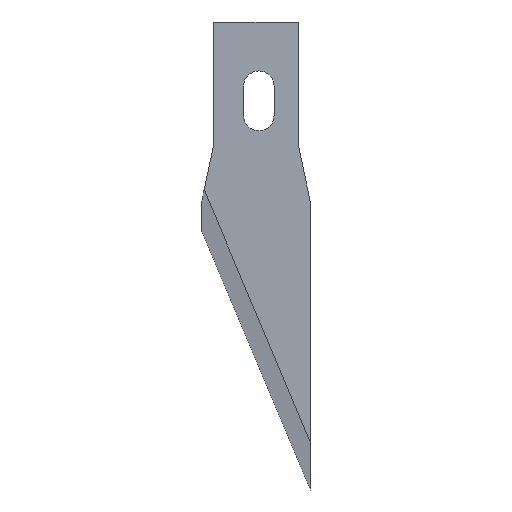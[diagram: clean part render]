
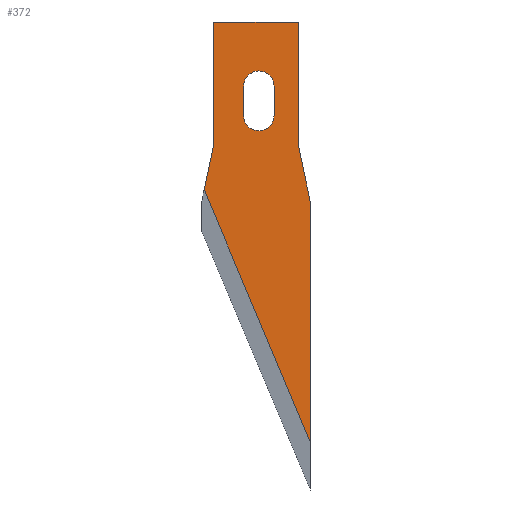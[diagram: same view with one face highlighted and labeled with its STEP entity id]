
A CAD part, front view. The second image highlights one B-rep face of the part: STEP entity #372.
In plain terms, the highlighted planar face has unit normal (0, -1, 0).
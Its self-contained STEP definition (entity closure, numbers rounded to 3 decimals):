
#129=DIRECTION('',(0.387,0.,-0.922));
#130=VECTOR('',#129,22.391);
#131=CARTESIAN_POINT('',(0.215,0.,-13.706));
#132=LINE('',#131,#130);
#133=DIRECTION('',(-0.207,0.,-0.978));
#134=VECTOR('',#133,3.789);
#135=CARTESIAN_POINT('',(1.,0.,-10.));
#136=LINE('',#135,#134);
#137=DIRECTION('',(0.,0.,-1.));
#138=VECTOR('',#137,10.);
#139=CARTESIAN_POINT('',(1.,0.,0.));
#140=LINE('',#139,#138);
#141=DIRECTION('',(1.,0.,0.));
#142=VECTOR('',#141,6.89);
#143=CARTESIAN_POINT('',(1.,0.,0.));
#144=LINE('',#143,#142);
#145=DIRECTION('',(0.,0.,-1.));
#146=VECTOR('',#145,10.);
#147=CARTESIAN_POINT('',(7.89,0.,0.));
#148=LINE('',#147,#146);
#149=DIRECTION('',(-0.207,0.,0.978));
#150=VECTOR('',#149,4.825);
#151=CARTESIAN_POINT('',(8.89,0.,-14.72));
#152=LINE('',#151,#150);
#153=DIRECTION('',(0.,0.,-1.));
#154=VECTOR('',#153,19.628);
#155=CARTESIAN_POINT('',(8.89,0.,-14.72));
#156=LINE('',#155,#154);
#157=CARTESIAN_POINT('',(4.672,0.,-7.64));
#158=DIRECTION('',(0.,1.,0.));
#159=DIRECTION('',(1.,0.,0.));
#160=AXIS2_PLACEMENT_3D('',#157,#158,#159);
#162=DIRECTION('',(0.,0.,-1.));
#163=VECTOR('',#162,2.39);
#164=CARTESIAN_POINT('',(5.922,0.,-5.25));
#165=LINE('',#164,#163);
#166=CARTESIAN_POINT('',(4.672,0.,-5.25));
#167=DIRECTION('',(0.,1.,0.));
#168=DIRECTION('',(-1.,0.,0.));
#169=AXIS2_PLACEMENT_3D('',#166,#167,#168);
#171=DIRECTION('',(0.,0.,1.));
#172=VECTOR('',#171,2.39);
#173=CARTESIAN_POINT('',(3.422,0.,-7.64));
#174=LINE('',#173,#172);
#289=CARTESIAN_POINT('',(7.89,0.,0.));
#290=CARTESIAN_POINT('',(7.89,0.,-10.));
#291=VERTEX_POINT('',#289);
#292=VERTEX_POINT('',#290);
#297=CARTESIAN_POINT('',(8.89,0.,-14.72));
#298=VERTEX_POINT('',#297);
#301=CARTESIAN_POINT('',(1.,0.,0.));
#302=CARTESIAN_POINT('',(1.,0.,-10.));
#303=VERTEX_POINT('',#301);
#304=VERTEX_POINT('',#302);
#309=CARTESIAN_POINT('',(0.215,0.,-13.706));
#310=CARTESIAN_POINT('',(8.89,0.,-34.348));
#311=VERTEX_POINT('',#309);
#312=VERTEX_POINT('',#310);
#325=CARTESIAN_POINT('',(5.922,0.,-7.64));
#326=CARTESIAN_POINT('',(3.422,0.,-7.64));
#327=VERTEX_POINT('',#325);
#328=VERTEX_POINT('',#326);
#329=CARTESIAN_POINT('',(3.422,0.,-5.25));
#330=VERTEX_POINT('',#329);
#331=CARTESIAN_POINT('',(5.922,0.,-5.25));
#332=VERTEX_POINT('',#331);
#341=CARTESIAN_POINT('',(0.,0.,0.));
#342=DIRECTION('',(0.,1.,0.));
#343=DIRECTION('',(1.,0.,0.));
#344=AXIS2_PLACEMENT_3D('',#341,#342,#343);
#345=PLANE('',#344);
#347=ORIENTED_EDGE('',*,*,#346,.F.);
#349=ORIENTED_EDGE('',*,*,#348,.F.);
#351=ORIENTED_EDGE('',*,*,#350,.F.);
#353=ORIENTED_EDGE('',*,*,#352,.T.);
#355=ORIENTED_EDGE('',*,*,#354,.T.);
#357=ORIENTED_EDGE('',*,*,#356,.F.);
#359=ORIENTED_EDGE('',*,*,#358,.T.);
#360=EDGE_LOOP('',(#347,#349,#351,#353,#355,#357,#359));
#361=FACE_OUTER_BOUND('',#360,.F.);
#363=ORIENTED_EDGE('',*,*,#362,.F.);
#365=ORIENTED_EDGE('',*,*,#364,.F.);
#367=ORIENTED_EDGE('',*,*,#366,.F.);
#369=ORIENTED_EDGE('',*,*,#368,.F.);
#370=EDGE_LOOP('',(#363,#365,#367,#369));
#371=FACE_BOUND('',#370,.F.);
#161=CIRCLE('',#160,1.25);
#170=CIRCLE('',#169,1.25);
#346=EDGE_CURVE('',#311,#312,#132,.T.);
#348=EDGE_CURVE('',#304,#311,#136,.T.);
#350=EDGE_CURVE('',#303,#304,#140,.T.);
#352=EDGE_CURVE('',#303,#291,#144,.T.);
#354=EDGE_CURVE('',#291,#292,#148,.T.);
#356=EDGE_CURVE('',#298,#292,#152,.T.);
#358=EDGE_CURVE('',#298,#312,#156,.T.);
#362=EDGE_CURVE('',#327,#328,#161,.T.);
#364=EDGE_CURVE('',#332,#327,#165,.T.);
#366=EDGE_CURVE('',#330,#332,#170,.T.);
#368=EDGE_CURVE('',#328,#330,#174,.T.);
#372=ADVANCED_FACE('',(#361,#371),#345,.F.);
